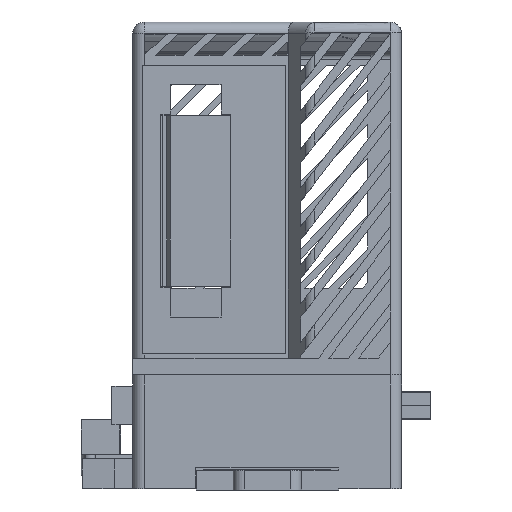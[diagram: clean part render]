
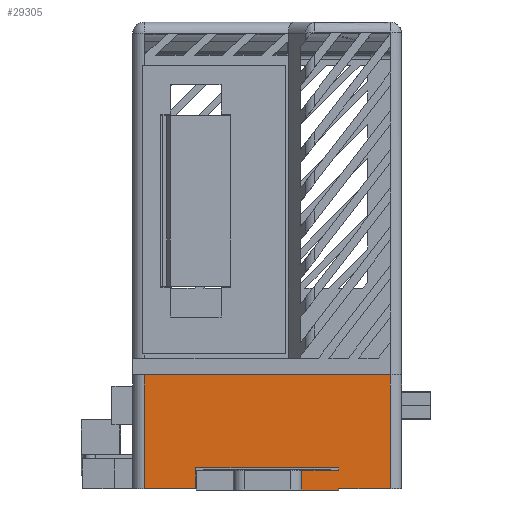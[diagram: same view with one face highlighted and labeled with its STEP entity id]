
A CAD part, front view. The second image highlights one B-rep face of the part: STEP entity #29305.
In plain terms, the highlighted planar face has unit normal (0, -1, 0).
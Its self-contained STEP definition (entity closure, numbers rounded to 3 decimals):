
#433 = ORIENTED_EDGE ( 'NONE', *, *, #29572, .T. ) ;
#3065 = DIRECTION ( 'NONE',  ( 1., 0., 0. ) ) ;
#3074 = VECTOR ( 'NONE', #29775, 1000. ) ;
#3724 = VECTOR ( 'NONE', #25808, 1000. ) ;
#4477 = VERTEX_POINT ( 'NONE', #46509 ) ;
#5001 = EDGE_CURVE ( 'NONE', #31201, #34515, #21606, .T. ) ;
#5426 = VECTOR ( 'NONE', #3065, 1000. ) ;
#6991 = CARTESIAN_POINT ( 'NONE',  ( 46., 0., -20.3 ) ) ;
#7365 = ORIENTED_EDGE ( 'NONE', *, *, #13392, .T. ) ;
#7943 = VECTOR ( 'NONE', #9857, 1000. ) ;
#8744 = ORIENTED_EDGE ( 'NONE', *, *, #26604, .F. ) ;
#9029 = ORIENTED_EDGE ( 'NONE', *, *, #22437, .T. ) ;
#9067 = VERTEX_POINT ( 'NONE', #13212 ) ;
#9857 = DIRECTION ( 'NONE',  ( -1., 0., 0. ) ) ;
#10247 = CARTESIAN_POINT ( 'NONE',  ( 46., 0., -20.3 ) ) ;
#10732 = ORIENTED_EDGE ( 'NONE', *, *, #29183, .T. ) ;
#11010 = CARTESIAN_POINT ( 'NONE',  ( 46., 0., 0. ) ) ;
#11722 = EDGE_CURVE ( 'NONE', #9067, #15952, #28032, .T. ) ;
#12039 = CARTESIAN_POINT ( 'NONE',  ( 2., 0., 0. ) ) ;
#12166 = VECTOR ( 'NONE', #49519, 1000. ) ;
#12259 = DIRECTION ( 'NONE',  ( 0., -1., 0. ) ) ;
#12525 = VERTEX_POINT ( 'NONE', #41128 ) ;
#12636 = EDGE_LOOP ( 'NONE', ( #13023, #10732, #13006, #16011, #13327, #7365, #20055, #8744, #433, #9029, #48303, #48551 ) ) ;
#13006 = ORIENTED_EDGE ( 'NONE', *, *, #26251, .T. ) ;
#13023 = ORIENTED_EDGE ( 'NONE', *, *, #11722, .T. ) ;
#13148 = VECTOR ( 'NONE', #50093, 1000. ) ;
#13212 = CARTESIAN_POINT ( 'NONE',  ( 36.786, 0., -20.55 ) ) ;
#13327 = ORIENTED_EDGE ( 'NONE', *, *, #30296, .F. ) ;
#13392 = EDGE_CURVE ( 'NONE', #46586, #12525, #35033, .T. ) ;
#14751 = CARTESIAN_POINT ( 'NONE',  ( 36.786, 0., -17.05 ) ) ;
#15166 = LINE ( 'NONE', #10247, #3724 ) ;
#15684 = EDGE_CURVE ( 'NONE', #4477, #49675, #29766, .T. ) ;
#15952 = VERTEX_POINT ( 'NONE', #26170 ) ;
#16011 = ORIENTED_EDGE ( 'NONE', *, *, #5001, .F. ) ;
#16722 = EDGE_CURVE ( 'NONE', #9067, #49675, #23884, .T. ) ;
#17430 = CARTESIAN_POINT ( 'NONE',  ( 12.625, 0., -16.55 ) ) ;
#18226 = CARTESIAN_POINT ( 'NONE',  ( 2., 0., -20.3 ) ) ;
#19050 = VERTEX_POINT ( 'NONE', #39140 ) ;
#19537 = LINE ( 'NONE', #30542, #38860 ) ;
#19851 = PLANE ( 'NONE',  #33537 ) ;
#20055 = ORIENTED_EDGE ( 'NONE', *, *, #31839, .F. ) ;
#21150 = DIRECTION ( 'NONE',  ( -1., 0., 0. ) ) ;
#21606 = LINE ( 'NONE', #12039, #49966 ) ;
#22044 = VERTEX_POINT ( 'NONE', #28166 ) ;
#22435 = LINE ( 'NONE', #14751, #12166 ) ;
#22437 = EDGE_CURVE ( 'NONE', #41657, #4477, #22435, .T. ) ;
#22873 = DIRECTION ( 'NONE',  ( 0., 0., -1. ) ) ;
#23450 = LINE ( 'NONE', #42371, #13148 ) ;
#23863 = DIRECTION ( 'NONE',  ( 1., 0., 0. ) ) ;
#23884 = LINE ( 'NONE', #32330, #49229 ) ;
#25808 = DIRECTION ( 'NONE',  ( 0., 0., 1. ) ) ;
#26170 = CARTESIAN_POINT ( 'NONE',  ( 36.786, 0., -20.3 ) ) ;
#26251 = EDGE_CURVE ( 'NONE', #40295, #34515, #15166, .T. ) ;
#26604 = EDGE_CURVE ( 'NONE', #19050, #22044, #38754, .T. ) ;
#28032 = LINE ( 'NONE', #46021, #35855 ) ;
#28166 = CARTESIAN_POINT ( 'NONE',  ( 11.25, 0., -16.55 ) ) ;
#28563 = LINE ( 'NONE', #33740, #49051 ) ;
#29183 = EDGE_CURVE ( 'NONE', #15952, #40295, #28563, .T. ) ;
#29305 = ADVANCED_FACE ( 'NONE', ( #40482 ), #19851, .T. ) ;
#29572 = EDGE_CURVE ( 'NONE', #19050, #41657, #32660, .T. ) ;
#29766 = LINE ( 'NONE', #46310, #49073 ) ;
#29775 = DIRECTION ( 'NONE',  ( 0., 0., -1. ) ) ;
#30296 = EDGE_CURVE ( 'NONE', #46586, #31201, #23450, .T. ) ;
#30542 = CARTESIAN_POINT ( 'NONE',  ( 11.25, 0., -16.55 ) ) ;
#30604 = CARTESIAN_POINT ( 'NONE',  ( 2., 0., 0. ) ) ;
#31201 = VERTEX_POINT ( 'NONE', #30604 ) ;
#31839 = EDGE_CURVE ( 'NONE', #22044, #12525, #19537, .T. ) ;
#32330 = CARTESIAN_POINT ( 'NONE',  ( 36.786, 0., -20.55 ) ) ;
#32660 = LINE ( 'NONE', #44476, #3074 ) ;
#33537 = AXIS2_PLACEMENT_3D ( 'NONE', #35389, #12259, #39260 ) ;
#33740 = CARTESIAN_POINT ( 'NONE',  ( 2., 0., -20.3 ) ) ;
#34446 = DIRECTION ( 'NONE',  ( 0., 0., -1. ) ) ;
#34515 = VERTEX_POINT ( 'NONE', #11010 ) ;
#35033 = LINE ( 'NONE', #18226, #5426 ) ;
#35389 = CARTESIAN_POINT ( 'NONE',  ( 2., 0., -20.3 ) ) ;
#35855 = VECTOR ( 'NONE', #38447, 1000. ) ;
#35885 = CARTESIAN_POINT ( 'NONE',  ( 2., 0., -20.3 ) ) ;
#38440 = DIRECTION ( 'NONE',  ( 1., 0., 0. ) ) ;
#38447 = DIRECTION ( 'NONE',  ( 0., 0., 1. ) ) ;
#38754 = LINE ( 'NONE', #17430, #7943 ) ;
#38860 = VECTOR ( 'NONE', #34446, 1000. ) ;
#39140 = CARTESIAN_POINT ( 'NONE',  ( 36.75, 0., -16.55 ) ) ;
#39260 = DIRECTION ( 'NONE',  ( 0., 0., -1. ) ) ;
#40295 = VERTEX_POINT ( 'NONE', #6991 ) ;
#40452 = CARTESIAN_POINT ( 'NONE',  ( 36.75, 0., -17.05 ) ) ;
#40482 = FACE_OUTER_BOUND ( 'NONE', #12636, .T. ) ;
#41128 = CARTESIAN_POINT ( 'NONE',  ( 11.25, 0., -20.3 ) ) ;
#41657 = VERTEX_POINT ( 'NONE', #40452 ) ;
#42371 = CARTESIAN_POINT ( 'NONE',  ( 2., 0., -20.3 ) ) ;
#44299 = CARTESIAN_POINT ( 'NONE',  ( 30.161, 0., -20.55 ) ) ;
#44476 = CARTESIAN_POINT ( 'NONE',  ( 36.75, 0., -16.55 ) ) ;
#46021 = CARTESIAN_POINT ( 'NONE',  ( 36.786, 0., -20.55 ) ) ;
#46310 = CARTESIAN_POINT ( 'NONE',  ( 30.161, 0., -20.55 ) ) ;
#46509 = CARTESIAN_POINT ( 'NONE',  ( 30.161, 0., -17.05 ) ) ;
#46586 = VERTEX_POINT ( 'NONE', #35885 ) ;
#48303 = ORIENTED_EDGE ( 'NONE', *, *, #15684, .T. ) ;
#48551 = ORIENTED_EDGE ( 'NONE', *, *, #16722, .F. ) ;
#49051 = VECTOR ( 'NONE', #38440, 1000. ) ;
#49073 = VECTOR ( 'NONE', #22873, 1000. ) ;
#49229 = VECTOR ( 'NONE', #21150, 1000. ) ;
#49519 = DIRECTION ( 'NONE',  ( -1., 0., 0. ) ) ;
#49675 = VERTEX_POINT ( 'NONE', #44299 ) ;
#49966 = VECTOR ( 'NONE', #23863, 1000. ) ;
#50093 = DIRECTION ( 'NONE',  ( 0., 0., 1. ) ) ;
